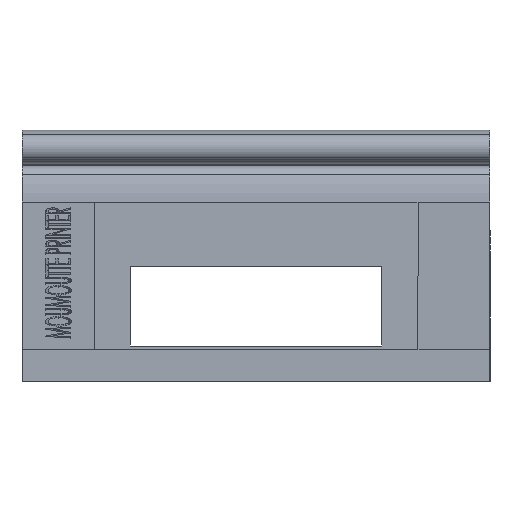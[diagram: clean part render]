
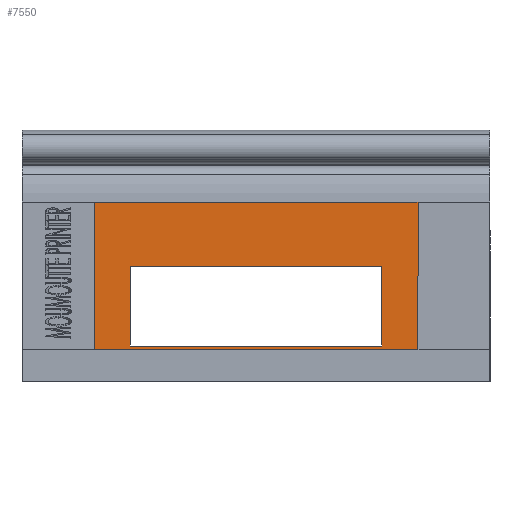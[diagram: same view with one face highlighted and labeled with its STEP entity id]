
A CAD part, left-side view. The second image highlights one B-rep face of the part: STEP entity #7550.
In plain terms, the highlighted planar face has unit normal (-1, 0, 0).
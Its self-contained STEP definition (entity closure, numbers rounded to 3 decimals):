
#172 = VECTOR ( 'NONE', #9341, 1000. ) ;
#358 = ORIENTED_EDGE ( 'NONE', *, *, #7361, .T. ) ;
#467 = ORIENTED_EDGE ( 'NONE', *, *, #4831, .T. ) ;
#490 = CARTESIAN_POINT ( 'NONE',  ( 0., 10., -30.5 ) ) ;
#647 = CARTESIAN_POINT ( 'NONE',  ( 0., 50., -19. ) ) ;
#858 = FACE_OUTER_BOUND ( 'NONE', #2123, .T. ) ;
#862 = DIRECTION ( 'NONE',  ( 0., 0., 1. ) ) ;
#1301 = LINE ( 'NONE', #10783, #6124 ) ;
#1328 = CARTESIAN_POINT ( 'NONE',  ( 0., 65., -10. ) ) ;
#1462 = VECTOR ( 'NONE', #11170, 1000. ) ;
#1684 = ORIENTED_EDGE ( 'NONE', *, *, #12247, .T. ) ;
#1868 = EDGE_LOOP ( 'NONE', ( #3249, #467, #8440, #358 ) ) ;
#1899 = ORIENTED_EDGE ( 'NONE', *, *, #2488, .T. ) ;
#1914 = VECTOR ( 'NONE', #862, 1000. ) ;
#2063 = LINE ( 'NONE', #5241, #5979 ) ;
#2123 = EDGE_LOOP ( 'NONE', ( #1899, #1684, #11301, #9601 ) ) ;
#2217 = VECTOR ( 'NONE', #2386, 1000. ) ;
#2374 = FACE_BOUND ( 'NONE', #1868, .T. ) ;
#2386 = DIRECTION ( 'NONE',  ( 0., 0., 1. ) ) ;
#2407 = VECTOR ( 'NONE', #7934, 1000. ) ;
#2453 = CARTESIAN_POINT ( 'NONE',  ( 0., 65., 0. ) ) ;
#2488 = EDGE_CURVE ( 'NONE', #6409, #3828, #9695, .T. ) ;
#2550 = EDGE_CURVE ( 'NONE', #9021, #11011, #10431, .T. ) ;
#2781 = CARTESIAN_POINT ( 'NONE',  ( 0., 65., -10. ) ) ;
#3160 = CARTESIAN_POINT ( 'NONE',  ( 0., 15., -19. ) ) ;
#3249 = ORIENTED_EDGE ( 'NONE', *, *, #11217, .T. ) ;
#3346 = DIRECTION ( 'NONE',  ( 0., 1., 0. ) ) ;
#3690 = VERTEX_POINT ( 'NONE', #7532 ) ;
#3828 = VERTEX_POINT ( 'NONE', #10573 ) ;
#3882 = LINE ( 'NONE', #11519, #1914 ) ;
#4163 = LINE ( 'NONE', #490, #2217 ) ;
#4247 = CARTESIAN_POINT ( 'NONE',  ( 0., 65., -30.5 ) ) ;
#4395 = DIRECTION ( 'NONE',  ( 0., 0., -1. ) ) ;
#4543 = VERTEX_POINT ( 'NONE', #647 ) ;
#4831 = EDGE_CURVE ( 'NONE', #4543, #5317, #8251, .T. ) ;
#5241 = CARTESIAN_POINT ( 'NONE',  ( 0., 50., -30. ) ) ;
#5317 = VERTEX_POINT ( 'NONE', #3160 ) ;
#5979 = VECTOR ( 'NONE', #3346, 1000. ) ;
#6124 = VECTOR ( 'NONE', #9751, 1000. ) ;
#6409 = VERTEX_POINT ( 'NONE', #4247 ) ;
#6518 = DIRECTION ( 'NONE',  ( 0., 1., 0. ) ) ;
#7091 = CARTESIAN_POINT ( 'NONE',  ( 0., 10., -10. ) ) ;
#7181 = VECTOR ( 'NONE', #6518, 1000. ) ;
#7240 = EDGE_CURVE ( 'NONE', #6409, #11011, #3882, .T. ) ;
#7361 = EDGE_CURVE ( 'NONE', #3690, #11292, #2063, .T. ) ;
#7532 = CARTESIAN_POINT ( 'NONE',  ( 0., 15., -30. ) ) ;
#7550 = ADVANCED_FACE ( 'NONE', ( #2374, #858 ), #8241, .F. ) ;
#7934 = DIRECTION ( 'NONE',  ( 0., -1., 0. ) ) ;
#8241 = PLANE ( 'NONE',  #10622 ) ;
#8251 = LINE ( 'NONE', #9748, #2407 ) ;
#8313 = CARTESIAN_POINT ( 'NONE',  ( 0., 0., -30.5 ) ) ;
#8440 = ORIENTED_EDGE ( 'NONE', *, *, #9305, .T. ) ;
#9014 = CARTESIAN_POINT ( 'NONE',  ( 0., 50., -30. ) ) ;
#9021 = VERTEX_POINT ( 'NONE', #7091 ) ;
#9305 = EDGE_CURVE ( 'NONE', #5317, #3690, #1301, .T. ) ;
#9341 = DIRECTION ( 'NONE',  ( 0., 0., 1. ) ) ;
#9601 = ORIENTED_EDGE ( 'NONE', *, *, #7240, .F. ) ;
#9695 = LINE ( 'NONE', #8313, #1462 ) ;
#9748 = CARTESIAN_POINT ( 'NONE',  ( 0., 50., -19. ) ) ;
#9751 = DIRECTION ( 'NONE',  ( 0., 0., -1. ) ) ;
#10136 = DIRECTION ( 'NONE',  ( 1., 0., 0. ) ) ;
#10320 = LINE ( 'NONE', #10883, #172 ) ;
#10431 = LINE ( 'NONE', #2781, #7181 ) ;
#10573 = CARTESIAN_POINT ( 'NONE',  ( 0., 10., -30.5 ) ) ;
#10622 = AXIS2_PLACEMENT_3D ( 'NONE', #2453, #10136, #4395 ) ;
#10783 = CARTESIAN_POINT ( 'NONE',  ( 0., 15., -19. ) ) ;
#10883 = CARTESIAN_POINT ( 'NONE',  ( 0., 50., -19. ) ) ;
#11011 = VERTEX_POINT ( 'NONE', #1328 ) ;
#11170 = DIRECTION ( 'NONE',  ( 0., -1., 0. ) ) ;
#11217 = EDGE_CURVE ( 'NONE', #11292, #4543, #10320, .T. ) ;
#11292 = VERTEX_POINT ( 'NONE', #9014 ) ;
#11301 = ORIENTED_EDGE ( 'NONE', *, *, #2550, .T. ) ;
#11519 = CARTESIAN_POINT ( 'NONE',  ( 0., 65., 0. ) ) ;
#12247 = EDGE_CURVE ( 'NONE', #3828, #9021, #4163, .T. ) ;
